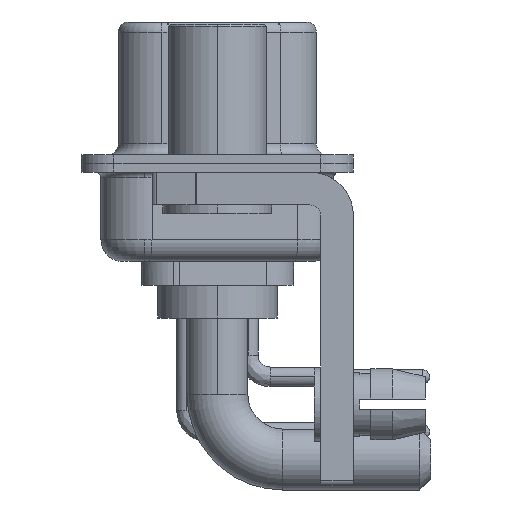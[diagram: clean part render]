
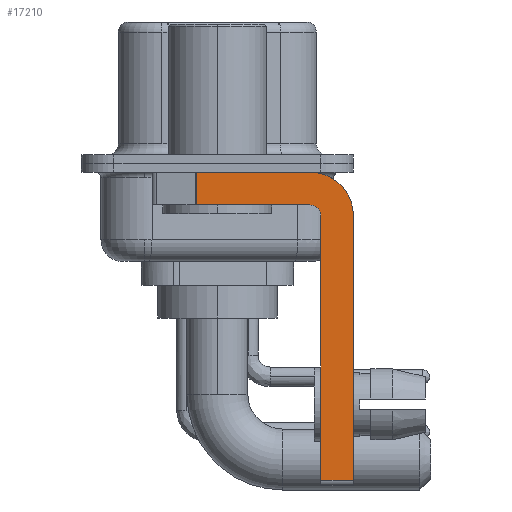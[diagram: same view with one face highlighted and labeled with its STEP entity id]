
A CAD part, left-side view. The second image highlights one B-rep face of the part: STEP entity #17210.
In plain terms, the highlighted planar face has unit normal (-1, 0, 0).
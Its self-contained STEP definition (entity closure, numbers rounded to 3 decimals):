
#155 = CARTESIAN_POINT ( 'NONE',  ( -2.9, 0.978, -0.4 ) ) ;
#246 = LINE ( 'NONE', #10137, #26027 ) ;
#1642 = DIRECTION ( 'NONE',  ( 0., 0., -1. ) ) ;
#1707 = DIRECTION ( 'NONE',  ( 0., 0., -1. ) ) ;
#2198 = VECTOR ( 'NONE', #3842, 1000. ) ;
#2204 = VECTOR ( 'NONE', #1642, 1000. ) ;
#3176 = VERTEX_POINT ( 'NONE', #16191 ) ;
#3633 = DIRECTION ( 'NONE',  ( 0., -1., 0. ) ) ;
#3842 = DIRECTION ( 'NONE',  ( 0., 1., 0. ) ) ;
#4167 = EDGE_CURVE ( 'NONE', #9164, #10965, #28584, .T. ) ;
#4783 = DIRECTION ( 'NONE',  ( 0., 0., -1. ) ) ;
#5591 = AXIS2_PLACEMENT_3D ( 'NONE', #31788, #9561, #19306 ) ;
#6978 = AXIS2_PLACEMENT_3D ( 'NONE', #26686, #21840, #1707 ) ;
#7006 = CARTESIAN_POINT ( 'NONE',  ( -2.9, -4.75, -14.8 ) ) ;
#7247 = VECTOR ( 'NONE', #16920, 1000. ) ;
#9085 = EDGE_CURVE ( 'NONE', #9164, #20160, #22525, .T. ) ;
#9164 = VERTEX_POINT ( 'NONE', #29667 ) ;
#9355 = AXIS2_PLACEMENT_3D ( 'NONE', #31376, #16636, #26505 ) ;
#9561 = DIRECTION ( 'NONE',  ( 1., 0., 0. ) ) ;
#9864 = CARTESIAN_POINT ( 'NONE',  ( -2.9, -4.25, -14.55 ) ) ;
#10137 = CARTESIAN_POINT ( 'NONE',  ( -2.9, 0.978, -1.9 ) ) ;
#10561 = CARTESIAN_POINT ( 'NONE',  ( -2.9, -4.25, -0.4 ) ) ;
#10965 = VERTEX_POINT ( 'NONE', #23718 ) ;
#11155 = ORIENTED_EDGE ( 'NONE', *, *, #31489, .F. ) ;
#11260 = LINE ( 'NONE', #24076, #31971 ) ;
#11781 = VERTEX_POINT ( 'NONE', #27728 ) ;
#11933 = PLANE ( 'NONE',  #6978 ) ;
#12730 = EDGE_CURVE ( 'NONE', #22209, #30077, #246, .T. ) ;
#12946 = CIRCLE ( 'NONE', #9355, 0.5 ) ;
#14072 = CARTESIAN_POINT ( 'NONE',  ( -2.9, -4.25, -1.9 ) ) ;
#14149 = ORIENTED_EDGE ( 'NONE', *, *, #24598, .F. ) ;
#14538 = FACE_OUTER_BOUND ( 'NONE', #15116, .T. ) ;
#14888 = EDGE_CURVE ( 'NONE', #11781, #30077, #25198, .T. ) ;
#15116 = EDGE_LOOP ( 'NONE', ( #17368, #17060, #22811, #14149, #25095, #19977, #11155, #19072 ) ) ;
#16191 = CARTESIAN_POINT ( 'NONE',  ( -2.9, -6.25, -2.4 ) ) ;
#16636 = DIRECTION ( 'NONE',  ( -1., 0., 0. ) ) ;
#16920 = DIRECTION ( 'NONE',  ( 0., 0., 1. ) ) ;
#17060 = ORIENTED_EDGE ( 'NONE', *, *, #12730, .T. ) ;
#17210 = ADVANCED_FACE ( 'NONE', ( #14538 ), #11933, .F. ) ;
#17368 = ORIENTED_EDGE ( 'NONE', *, *, #21013, .F. ) ;
#18850 = LINE ( 'NONE', #25812, #2204 ) ;
#19072 = ORIENTED_EDGE ( 'NONE', *, *, #22038, .F. ) ;
#19306 = DIRECTION ( 'NONE',  ( 0., 0., -1. ) ) ;
#19501 = CARTESIAN_POINT ( 'NONE',  ( -2.9, -6.25, -14.55 ) ) ;
#19977 = ORIENTED_EDGE ( 'NONE', *, *, #9085, .T. ) ;
#20160 = VERTEX_POINT ( 'NONE', #19501 ) ;
#20284 = VERTEX_POINT ( 'NONE', #10561 ) ;
#21013 = EDGE_CURVE ( 'NONE', #22209, #20284, #11260, .T. ) ;
#21840 = DIRECTION ( 'NONE',  ( 1., 0., 0. ) ) ;
#22038 = EDGE_CURVE ( 'NONE', #20284, #3176, #23727, .T. ) ;
#22209 = VERTEX_POINT ( 'NONE', #155 ) ;
#22525 = LINE ( 'NONE', #9864, #25352 ) ;
#22811 = ORIENTED_EDGE ( 'NONE', *, *, #14888, .F. ) ;
#23718 = CARTESIAN_POINT ( 'NONE',  ( -2.9, -4.75, -2.4 ) ) ;
#23727 = CIRCLE ( 'NONE', #5591, 2. ) ;
#24076 = CARTESIAN_POINT ( 'NONE',  ( -2.9, 3., -0.4 ) ) ;
#24598 = EDGE_CURVE ( 'NONE', #10965, #11781, #12946, .T. ) ;
#25095 = ORIENTED_EDGE ( 'NONE', *, *, #4167, .F. ) ;
#25198 = LINE ( 'NONE', #14072, #2198 ) ;
#25352 = VECTOR ( 'NONE', #28217, 1000. ) ;
#25812 = CARTESIAN_POINT ( 'NONE',  ( -2.9, -6.25, -2.4 ) ) ;
#26027 = VECTOR ( 'NONE', #4783, 1000. ) ;
#26505 = DIRECTION ( 'NONE',  ( 0., 0., 1. ) ) ;
#26686 = CARTESIAN_POINT ( 'NONE',  ( -2.9, -4.25, -2.4 ) ) ;
#27728 = CARTESIAN_POINT ( 'NONE',  ( -2.9, -4.25, -1.9 ) ) ;
#28217 = DIRECTION ( 'NONE',  ( 0., -1., 0. ) ) ;
#28584 = LINE ( 'NONE', #7006, #7247 ) ;
#29667 = CARTESIAN_POINT ( 'NONE',  ( -2.9, -4.75, -14.55 ) ) ;
#30077 = VERTEX_POINT ( 'NONE', #30881 ) ;
#30881 = CARTESIAN_POINT ( 'NONE',  ( -2.9, 0.978, -1.9 ) ) ;
#31376 = CARTESIAN_POINT ( 'NONE',  ( -2.9, -4.25, -2.4 ) ) ;
#31489 = EDGE_CURVE ( 'NONE', #3176, #20160, #18850, .T. ) ;
#31788 = CARTESIAN_POINT ( 'NONE',  ( -2.9, -4.25, -2.4 ) ) ;
#31971 = VECTOR ( 'NONE', #3633, 1000. ) ;
